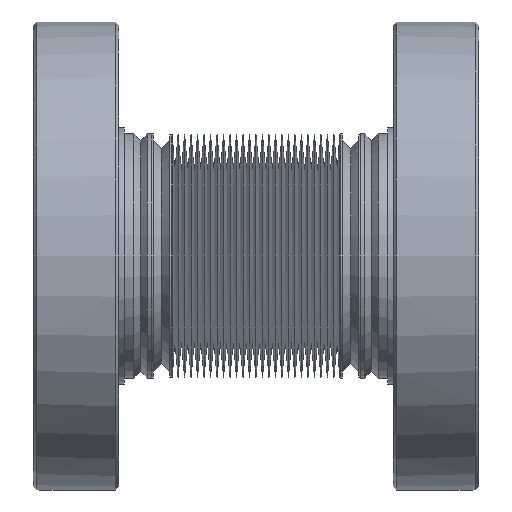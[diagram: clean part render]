
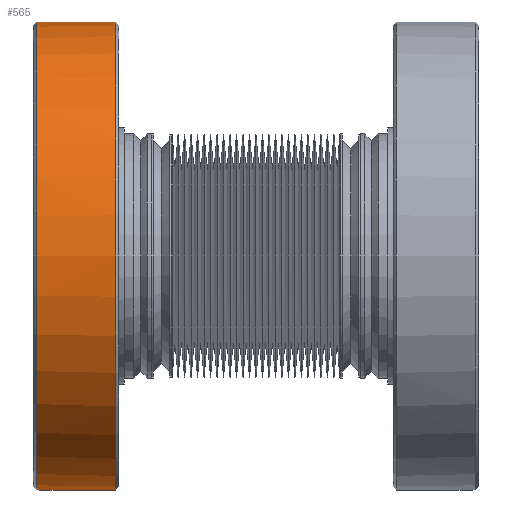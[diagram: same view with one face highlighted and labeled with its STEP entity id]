
A CAD part, front view. The second image highlights one B-rep face of the part: STEP entity #565.
In plain terms, the highlighted cylindrical face has radius 34.65 mm (diameter 69.3 mm), a partial arc.
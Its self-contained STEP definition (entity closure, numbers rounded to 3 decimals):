
#565=ADVANCED_FACE('',(#3204),#3203,.T.);
#3203=CYLINDRICAL_SURFACE('',#7016,34.65);
#3204=FACE_OUTER_BOUND('',#7017,.T.);
#7013=CARTESIAN_POINT('',(0.,0.,0.));
#7014=DIRECTION('',(1.,0.,0.));
#7015=DIRECTION('',(0.,0.,1.));
#7016=AXIS2_PLACEMENT_3D('',#7013,#7014,#7015);
#7017=EDGE_LOOP('',(#8829,#8830,#8831,#8832,#8833,#8834,#8835,#8836));
#8829=ORIENTED_EDGE('',*,*,#9925,.T.);
#8830=ORIENTED_EDGE('',*,*,#9926,.F.);
#8831=ORIENTED_EDGE('',*,*,#9877,.F.);
#8832=ORIENTED_EDGE('',*,*,#9873,.T.);
#8833=ORIENTED_EDGE('',*,*,#9855,.F.);
#8834=ORIENTED_EDGE('',*,*,#9842,.T.);
#8835=ORIENTED_EDGE('',*,*,#9882,.F.);
#8836=ORIENTED_EDGE('',*,*,#9927,.T.);
#9842=EDGE_CURVE('',#13223,#13244,#13251,.T.);
#9855=EDGE_CURVE('',#13223,#13340,#13341,.T.);
#9873=EDGE_CURVE('',#13450,#13340,#13463,.T.);
#9877=EDGE_CURVE('',#13450,#13489,#13490,.T.);
#9882=EDGE_CURVE('',#13515,#13244,#13522,.T.);
#9925=EDGE_CURVE('',#13817,#13818,#13819,.T.);
#9926=EDGE_CURVE('',#13489,#13818,#13825,.T.);
#9927=EDGE_CURVE('',#13515,#13817,#13831,.T.);
#13223=VERTEX_POINT('',#17061);
#13244=VERTEX_POINT('',#17074);
#13251=LINE('',#17078,#17079);
#13340=VERTEX_POINT('',#17139);
#13341=CIRCLE('',#17143,34.65);
#13450=VERTEX_POINT('',#17216);
#13463=LINE('',#17223,#17224);
#13489=VERTEX_POINT('',#17237);
#13490=CIRCLE('',#17241,34.65);
#13515=VERTEX_POINT('',#17255);
#13522=CIRCLE('',#17263,34.65);
#13817=VERTEX_POINT('',#17467);
#13818=VERTEX_POINT('',#17468);
#13819=CIRCLE('',#17472,34.65);
#13825=(BOUNDED_CURVE() B_SPLINE_CURVE(1,(#17473,#17474),.UNSPECIFIED.,.F.,.F.) B_SPLINE_CURVE_WITH_KNOTS((2,2),(0.119,0.917),.UNSPECIFIED.) CURVE() GEOMETRIC_REPRESENTATION_ITEM() RATIONAL_B_SPLINE_CURVE((1.,1.)) REPRESENTATION_ITEM('') );
#13831=(BOUNDED_CURVE() B_SPLINE_CURVE(1,(#17475,#17476),.UNSPECIFIED.,.F.,.F.) B_SPLINE_CURVE_WITH_KNOTS((2,2),(0.119,0.917),.UNSPECIFIED.) CURVE() GEOMETRIC_REPRESENTATION_ITEM() RATIONAL_B_SPLINE_CURVE((0.75,0.75)) REPRESENTATION_ITEM('') );
#17061=CARTESIAN_POINT('',(0.5,-1.,-34.636));
#17074=CARTESIAN_POINT('',(1.,-1.,-34.636));
#17078=CARTESIAN_POINT('',(0.5,-1.,-34.636));
#17079=VECTOR('',#17080,0.5);
#17080=DIRECTION('',(1.,0.,0.));
#17139=CARTESIAN_POINT('',(0.5,-1.,34.636));
#17140=CARTESIAN_POINT('',(0.5,0.,0.));
#17141=DIRECTION('',(-1.,0.,0.));
#17142=DIRECTION('',(0.,0.,-1.));
#17143=AXIS2_PLACEMENT_3D('',#17140,#17141,#17142);
#17216=CARTESIAN_POINT('',(1.,-1.,34.636));
#17223=CARTESIAN_POINT('',(1.,-1.,34.636));
#17224=VECTOR('',#17225,0.5);
#17225=DIRECTION('',(-1.,0.,0.));
#17237=CARTESIAN_POINT('',(1.,0.,34.65));
#17238=CARTESIAN_POINT('',(1.,0.,0.));
#17239=DIRECTION('',(-1.,0.,0.));
#17240=DIRECTION('',(0.,0.029,1.));
#17241=AXIS2_PLACEMENT_3D('',#17238,#17239,#17240);
#17255=CARTESIAN_POINT('',(1.,0.,-34.65));
#17260=CARTESIAN_POINT('',(1.,0.,0.));
#17261=DIRECTION('',(-1.,0.,0.));
#17262=DIRECTION('',(0.,0.,1.));
#17263=AXIS2_PLACEMENT_3D('',#17260,#17261,#17262);
#17467=CARTESIAN_POINT('',(12.2,0.,-34.65));
#17468=CARTESIAN_POINT('',(12.2,0.,34.65));
#17469=CARTESIAN_POINT('',(12.2,0.,0.));
#17470=DIRECTION('',(-1.,0.,0.));
#17471=DIRECTION('',(0.,0.,1.));
#17472=AXIS2_PLACEMENT_3D('',#17469,#17470,#17471);
#17473=CARTESIAN_POINT('',(1.,0.,34.65));
#17474=CARTESIAN_POINT('',(12.2,0.,34.65));
#17475=CARTESIAN_POINT('',(1.,0.,-34.65));
#17476=CARTESIAN_POINT('',(12.2,0.,-34.65));
